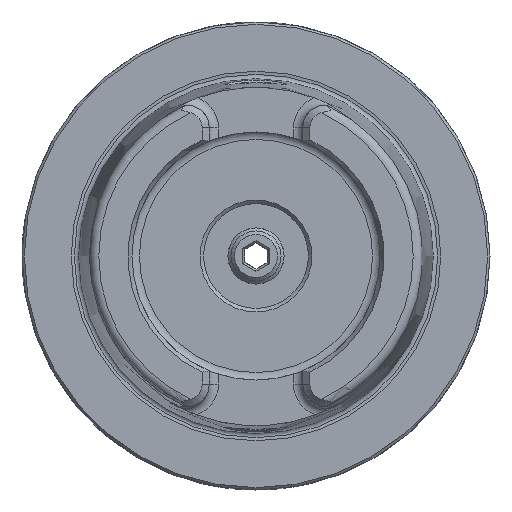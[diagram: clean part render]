
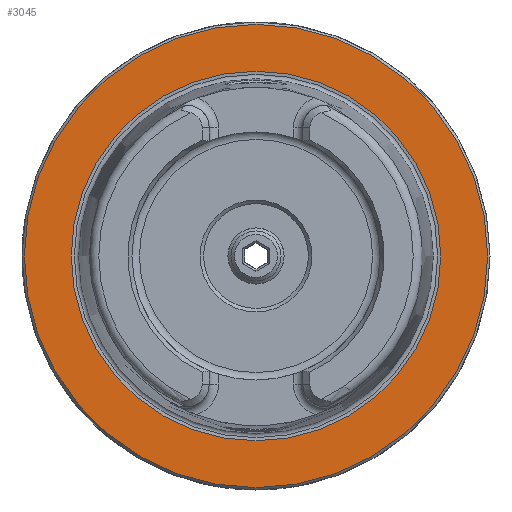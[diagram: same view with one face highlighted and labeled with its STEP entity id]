
A CAD part, left-side view. The second image highlights one B-rep face of the part: STEP entity #3045.
In plain terms, the highlighted planar face has unit normal (-1, 0, 0).
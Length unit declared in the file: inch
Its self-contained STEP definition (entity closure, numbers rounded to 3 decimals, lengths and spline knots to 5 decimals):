
#3011=CARTESIAN_POINT('',(0.0,1.94882,0.));
#3012=VERTEX_POINT('',#3011);
#3013=CARTESIAN_POINT('',(0.0,0.0,0.0));
#3014=DIRECTION('',(1.0,0.0,0.0));
#3015=DIRECTION('',(0.0,-1.0,0.0));
#3016=AXIS2_PLACEMENT_3D('',#3013,#3014,#3015);
#3017=CIRCLE('',#3016,1.94882);
#3018=EDGE_CURVE('',#3012,#3012,#3017,.T.);
#3026=CARTESIAN_POINT('',(0.0,0.98425,0.0));
#3027=DIRECTION('',(-1.0,0.0,0.0));
#3028=DIRECTION('',(0.0,0.0,1.0));
#3029=AXIS2_PLACEMENT_3D('',#3026,#3027,#3028);
#3030=PLANE('',#3029);
#3031=ORIENTED_EDGE('',*,*,#3018,.F.);
#3032=EDGE_LOOP('',(#3031));
#3033=FACE_OUTER_BOUND('',#3032,.T.);
#3034=CARTESIAN_POINT('',(0.0,1.55442,0.0));
#3035=VERTEX_POINT('',#3034);
#3036=CARTESIAN_POINT('',(0.0,0.0,0.0));
#3037=DIRECTION('',(1.0,0.0,0.0));
#3038=DIRECTION('',(0.0,1.0,0.0));
#3039=AXIS2_PLACEMENT_3D('',#3036,#3037,#3038);
#3040=CIRCLE('',#3039,1.55442);
#3041=EDGE_CURVE('',#3035,#3035,#3040,.T.);
#3042=ORIENTED_EDGE('',*,*,#3041,.T.);
#3043=EDGE_LOOP('',(#3042));
#3044=FACE_BOUND('',#3043,.T.);
#3045=ADVANCED_FACE('',(#3033,#3044),#3030,.T.);
